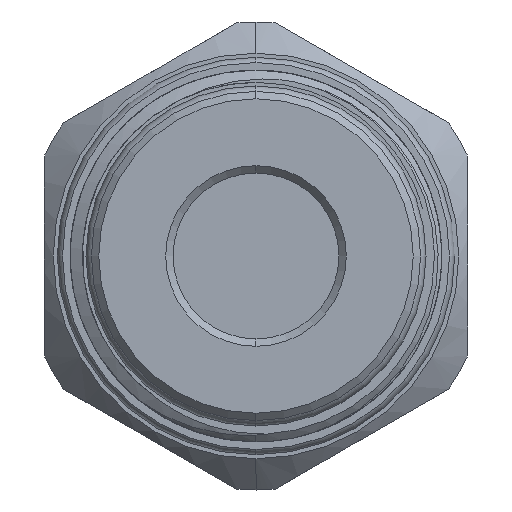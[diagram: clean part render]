
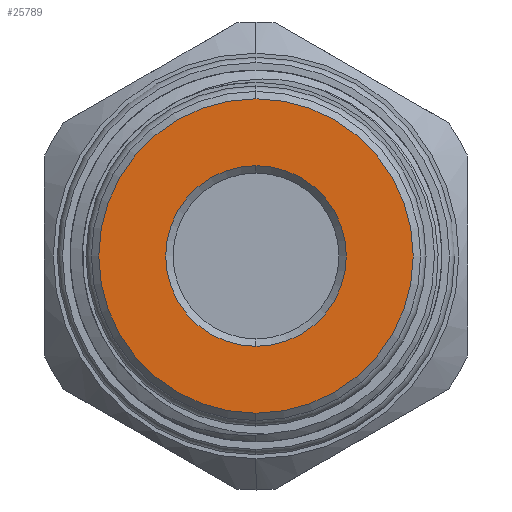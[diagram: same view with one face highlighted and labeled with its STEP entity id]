
A CAD part, left-side view. The second image highlights one B-rep face of the part: STEP entity #25789.
In plain terms, the highlighted planar face has unit normal (-1, 0, 0).
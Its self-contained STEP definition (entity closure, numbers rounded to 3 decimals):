
#26 = VERTEX_POINT ( 'NONE', #21157 ) ;
#1031 = VERTEX_POINT ( 'NONE', #13005 ) ;
#2070 = AXIS2_PLACEMENT_3D ( 'NONE', #28367, #10267, #19570 ) ;
#2885 = CIRCLE ( 'NONE', #31754, 6.1 ) ;
#3773 = FACE_BOUND ( 'NONE', #33094, .T. ) ;
#3928 = CIRCLE ( 'NONE', #27298, 6.1 ) ;
#6067 = CARTESIAN_POINT ( 'NONE',  ( -43.9, 0., 0. ) ) ;
#6777 = AXIS2_PLACEMENT_3D ( 'NONE', #16732, #34299, #8217 ) ;
#7006 = EDGE_CURVE ( 'NONE', #11887, #26, #7699, .T. ) ;
#7680 = ORIENTED_EDGE ( 'NONE', *, *, #32383, .F. ) ;
#7699 = CIRCLE ( 'NONE', #6777, 10.615 ) ;
#7983 = DIRECTION ( 'NONE',  ( 1., 0., 0. ) ) ;
#8217 = DIRECTION ( 'NONE',  ( 0., 0., -1. ) ) ;
#9408 = DIRECTION ( 'NONE',  ( 1., 0., 0. ) ) ;
#10267 = DIRECTION ( 'NONE',  ( 1., 0., 0. ) ) ;
#10563 = AXIS2_PLACEMENT_3D ( 'NONE', #32186, #32696, #11654 ) ;
#11654 = DIRECTION ( 'NONE',  ( 0., 0., -1. ) ) ;
#11774 = VERTEX_POINT ( 'NONE', #33982 ) ;
#11887 = VERTEX_POINT ( 'NONE', #22373 ) ;
#13005 = CARTESIAN_POINT ( 'NONE',  ( -43.9, 0., 6.1 ) ) ;
#14746 = PLANE ( 'NONE',  #10563 ) ;
#15789 = FACE_OUTER_BOUND ( 'NONE', #24004, .T. ) ;
#16732 = CARTESIAN_POINT ( 'NONE',  ( -43.9, 0., 0. ) ) ;
#17402 = ORIENTED_EDGE ( 'NONE', *, *, #7006, .F. ) ;
#17604 = CIRCLE ( 'NONE', #2070, 10.615 ) ;
#18314 = ORIENTED_EDGE ( 'NONE', *, *, #21673, .T. ) ;
#18706 = ORIENTED_EDGE ( 'NONE', *, *, #29993, .T. ) ;
#19570 = DIRECTION ( 'NONE',  ( 0., 0., -1. ) ) ;
#21048 = DIRECTION ( 'NONE',  ( 0., 0., -1. ) ) ;
#21157 = CARTESIAN_POINT ( 'NONE',  ( -43.9, 0., 10.615 ) ) ;
#21673 = EDGE_CURVE ( 'NONE', #1031, #11774, #3928, .T. ) ;
#22373 = CARTESIAN_POINT ( 'NONE',  ( -43.9, 0., -10.615 ) ) ;
#24004 = EDGE_LOOP ( 'NONE', ( #17402, #7680 ) ) ;
#25559 = CARTESIAN_POINT ( 'NONE',  ( -43.9, 0., 0. ) ) ;
#25789 = ADVANCED_FACE ( 'NONE', ( #3773, #15789 ), #14746, .F. ) ;
#27298 = AXIS2_PLACEMENT_3D ( 'NONE', #25559, #7983, #31740 ) ;
#28367 = CARTESIAN_POINT ( 'NONE',  ( -43.9, 0., 0. ) ) ;
#29993 = EDGE_CURVE ( 'NONE', #11774, #1031, #2885, .T. ) ;
#31740 = DIRECTION ( 'NONE',  ( 0., 0., -1. ) ) ;
#31754 = AXIS2_PLACEMENT_3D ( 'NONE', #6067, #9408, #21048 ) ;
#32186 = CARTESIAN_POINT ( 'NONE',  ( -43.9, 0., 0. ) ) ;
#32383 = EDGE_CURVE ( 'NONE', #26, #11887, #17604, .T. ) ;
#32696 = DIRECTION ( 'NONE',  ( 1., 0., 0. ) ) ;
#33094 = EDGE_LOOP ( 'NONE', ( #18314, #18706 ) ) ;
#33982 = CARTESIAN_POINT ( 'NONE',  ( -43.9, 0., -6.1 ) ) ;
#34299 = DIRECTION ( 'NONE',  ( 1., 0., 0. ) ) ;
